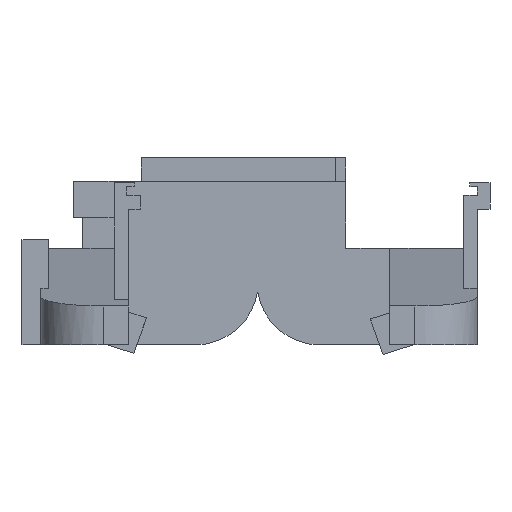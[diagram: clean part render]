
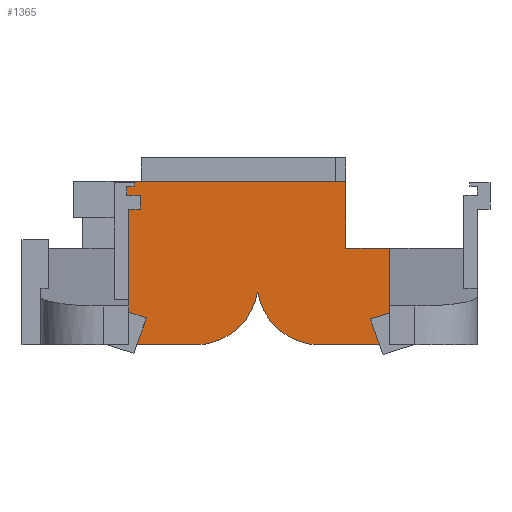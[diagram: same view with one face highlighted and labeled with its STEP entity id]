
A CAD part, left-side view. The second image highlights one B-rep face of the part: STEP entity #1365.
In plain terms, the highlighted planar face has unit normal (-1, 0, 0).
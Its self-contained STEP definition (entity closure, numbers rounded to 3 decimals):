
#661=CARTESIAN_POINT('',(145.315,-5.,-50.06));
#662=VERTEX_POINT('',#661);
#669=CARTESIAN_POINT('',(145.315,5.7,-50.06));
#670=VERTEX_POINT('',#669);
#671=CARTESIAN_POINT('',(145.315,-5.,-50.06));
#672=DIRECTION('',(0.,1.,0.));
#673=VECTOR('',#672,10.7);
#674=LINE('',#671,#673);
#675=EDGE_CURVE('',#662,#670,#674,.T.);
#1154=CARTESIAN_POINT('',(145.315,-29.,-34.66));
#1155=VERTEX_POINT('',#1154);
#1164=CARTESIAN_POINT('',(145.315,-47.8,-34.66));
#1165=VERTEX_POINT('',#1164);
#1166=CARTESIAN_POINT('',(145.315,-47.8,-34.66));
#1167=DIRECTION('',(0.,1.,0.));
#1168=VECTOR('',#1167,18.8);
#1169=LINE('',#1166,#1168);
#1170=EDGE_CURVE('',#1165,#1155,#1169,.T.);
#1206=CARTESIAN_POINT('',(145.315,0.,-8.47));
#1207=DIRECTION('',(1.,0.,0.));
#1208=DIRECTION('',(0.,1.,0.));
#1209=AXIS2_PLACEMENT_3D('',#1206,#1207,#1208);
#1210=PLANE('',#1209);
#1211=CARTESIAN_POINT('',(145.315,8.,-23.995));
#1212=VERTEX_POINT('',#1211);
#1213=CARTESIAN_POINT('',(145.315,-29.,-24.));
#1214=VERTEX_POINT('',#1213);
#1215=CARTESIAN_POINT('',(145.315,8.,-24.));
#1216=DIRECTION('',(0.,-1.,-0.));
#1217=VECTOR('',#1216,37.);
#1218=LINE('',#1215,#1217);
#1219=EDGE_CURVE('',#1212,#1214,#1218,.T.);
#1220=ORIENTED_EDGE('',*,*,#1219,.F.);
#1221=CARTESIAN_POINT('',(145.315,8.,-24.19));
#1222=VERTEX_POINT('',#1221);
#1223=CARTESIAN_POINT('',(145.315,8.,-23.99));
#1224=DIRECTION('',(0.,0.,-1.));
#1225=VECTOR('',#1224,0.2);
#1226=LINE('',#1223,#1225);
#1227=EDGE_CURVE('',#1212,#1222,#1226,.T.);
#1228=ORIENTED_EDGE('',*,*,#1227,.T.);
#1229=CARTESIAN_POINT('',(145.315,4.8,-24.19));
#1230=VERTEX_POINT('',#1229);
#1231=CARTESIAN_POINT('',(145.315,8.,-24.19));
#1232=DIRECTION('',(0.,-1.,0.));
#1233=VECTOR('',#1232,3.2);
#1234=LINE('',#1231,#1233);
#1235=EDGE_CURVE('',#1222,#1230,#1234,.T.);
#1236=ORIENTED_EDGE('',*,*,#1235,.T.);
#1237=CARTESIAN_POINT('',(145.315,4.8,-24.801));
#1238=VERTEX_POINT('',#1237);
#1239=CARTESIAN_POINT('',(145.315,4.8,-24.801));
#1240=DIRECTION('',(0.,0.,1.));
#1241=VECTOR('',#1240,0.61);
#1242=LINE('',#1239,#1241);
#1243=EDGE_CURVE('',#1238,#1230,#1242,.T.);
#1244=ORIENTED_EDGE('',*,*,#1243,.F.);
#1245=CARTESIAN_POINT('',(145.315,6.,-24.801));
#1246=VERTEX_POINT('',#1245);
#1247=CARTESIAN_POINT('',(145.315,6.,-24.801));
#1248=DIRECTION('',(0.,-1.,0.));
#1249=VECTOR('',#1248,1.2);
#1250=LINE('',#1247,#1249);
#1251=EDGE_CURVE('',#1246,#1238,#1250,.T.);
#1252=ORIENTED_EDGE('',*,*,#1251,.F.);
#1253=CARTESIAN_POINT('',(145.315,6.,-26.201));
#1254=VERTEX_POINT('',#1253);
#1255=CARTESIAN_POINT('',(145.315,6.,-26.201));
#1256=DIRECTION('',(0.,0.,1.));
#1257=VECTOR('',#1256,1.4);
#1258=LINE('',#1255,#1257);
#1259=EDGE_CURVE('',#1254,#1246,#1258,.T.);
#1260=ORIENTED_EDGE('',*,*,#1259,.F.);
#1261=CARTESIAN_POINT('',(145.315,3.8,-26.201));
#1262=VERTEX_POINT('',#1261);
#1263=CARTESIAN_POINT('',(145.315,3.8,-26.201));
#1264=DIRECTION('',(0.,1.,0.));
#1265=VECTOR('',#1264,2.2);
#1266=LINE('',#1263,#1265);
#1267=EDGE_CURVE('',#1262,#1254,#1266,.T.);
#1268=ORIENTED_EDGE('',*,*,#1267,.F.);
#1269=CARTESIAN_POINT('',(145.315,3.8,-28.401));
#1270=VERTEX_POINT('',#1269);
#1271=CARTESIAN_POINT('',(145.315,3.8,-26.201));
#1272=DIRECTION('',(0.,0.,-1.));
#1273=VECTOR('',#1272,2.2);
#1274=LINE('',#1271,#1273);
#1275=EDGE_CURVE('',#1262,#1270,#1274,.T.);
#1276=ORIENTED_EDGE('',*,*,#1275,.T.);
#1277=CARTESIAN_POINT('',(145.315,5.7,-28.401));
#1278=VERTEX_POINT('',#1277);
#1279=CARTESIAN_POINT('',(145.315,3.8,-28.401));
#1280=DIRECTION('',(0.,1.,0.));
#1281=VECTOR('',#1280,1.9);
#1282=LINE('',#1279,#1281);
#1283=EDGE_CURVE('',#1270,#1278,#1282,.T.);
#1284=ORIENTED_EDGE('',*,*,#1283,.T.);
#1285=CARTESIAN_POINT('',(145.315,5.7,-34.674));
#1286=VERTEX_POINT('',#1285);
#1287=CARTESIAN_POINT('',(145.315,5.7,-34.674));
#1288=DIRECTION('',(0.,0.,1.));
#1289=VECTOR('',#1288,6.273);
#1290=LINE('',#1287,#1289);
#1291=EDGE_CURVE('',#1286,#1278,#1290,.T.);
#1292=ORIENTED_EDGE('',*,*,#1291,.F.);
#1293=CARTESIAN_POINT('',(145.315,5.7,-50.06));
#1294=DIRECTION('',(0.,0.,1.));
#1295=VECTOR('',#1294,15.386);
#1296=LINE('',#1293,#1295);
#1297=EDGE_CURVE('',#670,#1286,#1296,.T.);
#1298=ORIENTED_EDGE('',*,*,#1297,.F.);
#1299=ORIENTED_EDGE('',*,*,#675,.F.);
#1300=CARTESIAN_POINT('',(145.315,-14.869,-41.67));
#1301=VERTEX_POINT('',#1300);
#1302=CARTESIAN_POINT('',(145.315,-5.,-40.06));
#1303=DIRECTION('',(1.,-0.,0.));
#1304=DIRECTION('',(-0.,-1.,-0.));
#1305=AXIS2_PLACEMENT_3D('',#1302,#1303,#1304);
#1306=CIRCLE('',#1305,10.);
#1307=EDGE_CURVE('',#1301,#662,#1306,.T.);
#1308=ORIENTED_EDGE('',*,*,#1307,.F.);
#1309=CARTESIAN_POINT('',(145.315,-14.93,-41.67));
#1310=VERTEX_POINT('',#1309);
#1311=CARTESIAN_POINT('',(145.315,-14.869,-41.67));
#1312=DIRECTION('',(0.,-1.,0.));
#1313=VECTOR('',#1312,0.061);
#1314=LINE('',#1311,#1313);
#1315=EDGE_CURVE('',#1301,#1310,#1314,.T.);
#1316=ORIENTED_EDGE('',*,*,#1315,.T.);
#1317=CARTESIAN_POINT('',(145.315,-24.8,-50.06));
#1318=VERTEX_POINT('',#1317);
#1319=CARTESIAN_POINT('',(145.315,-24.8,-40.06));
#1320=DIRECTION('',(1.,-0.,0.));
#1321=DIRECTION('',(0.,0.,-1.));
#1322=AXIS2_PLACEMENT_3D('',#1319,#1320,#1321);
#1323=CIRCLE('',#1322,10.);
#1324=EDGE_CURVE('',#1318,#1310,#1323,.T.);
#1325=ORIENTED_EDGE('',*,*,#1324,.F.);
#1326=CARTESIAN_POINT('',(145.315,-36.,-50.06));
#1327=VERTEX_POINT('',#1326);
#1328=CARTESIAN_POINT('',(145.315,-24.8,-50.06));
#1329=DIRECTION('',(-0.,-1.,-0.));
#1330=VECTOR('',#1329,11.2);
#1331=LINE('',#1328,#1330);
#1332=EDGE_CURVE('',#1318,#1327,#1331,.T.);
#1333=ORIENTED_EDGE('',*,*,#1332,.T.);
#1334=CARTESIAN_POINT('',(145.315,-36.,-34.674));
#1335=VERTEX_POINT('',#1334);
#1336=CARTESIAN_POINT('',(145.315,-36.,-50.06));
#1337=DIRECTION('',(0.,0.,1.));
#1338=VECTOR('',#1337,15.386);
#1339=LINE('',#1336,#1338);
#1340=EDGE_CURVE('',#1327,#1335,#1339,.T.);
#1341=ORIENTED_EDGE('',*,*,#1340,.T.);
#1342=CARTESIAN_POINT('',(145.315,-47.8,-34.674));
#1343=VERTEX_POINT('',#1342);
#1344=CARTESIAN_POINT('',(145.315,-36.,-34.674));
#1345=DIRECTION('',(0.,-1.,0.));
#1346=VECTOR('',#1345,11.8);
#1347=LINE('',#1344,#1346);
#1348=EDGE_CURVE('',#1335,#1343,#1347,.T.);
#1349=ORIENTED_EDGE('',*,*,#1348,.T.);
#1350=CARTESIAN_POINT('',(145.315,-47.8,-34.674));
#1351=DIRECTION('',(0.,0.,1.));
#1352=VECTOR('',#1351,0.014);
#1353=LINE('',#1350,#1352);
#1354=EDGE_CURVE('',#1343,#1165,#1353,.T.);
#1355=ORIENTED_EDGE('',*,*,#1354,.T.);
#1356=ORIENTED_EDGE('',*,*,#1170,.T.);
#1357=CARTESIAN_POINT('',(145.315,-29.,-24.));
#1358=DIRECTION('',(0.,0.,-1.));
#1359=VECTOR('',#1358,10.66);
#1360=LINE('',#1357,#1359);
#1361=EDGE_CURVE('',#1214,#1155,#1360,.T.);
#1362=ORIENTED_EDGE('',*,*,#1361,.F.);
#1363=EDGE_LOOP('',(#1220,#1228,#1236,#1244,#1252,#1260,#1268,#1276,#1284,#1292,#1298,#1299,#1308,#1316,#1325,#1333,#1341,#1349,#1355,#1356,#1362));
#1364=FACE_BOUND('',#1363,.T.);
#1365=ADVANCED_FACE('',(#1364),#1210,.F.);
